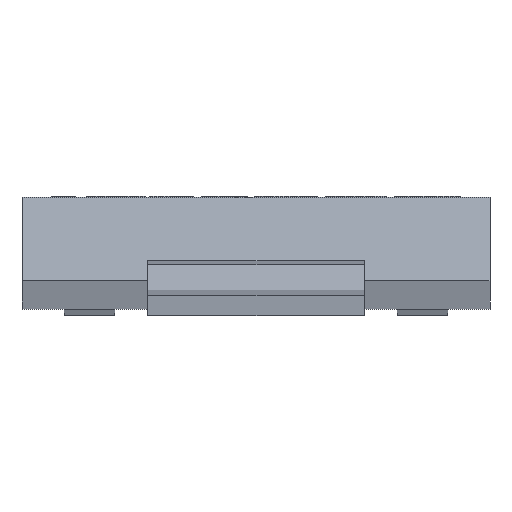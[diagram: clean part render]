
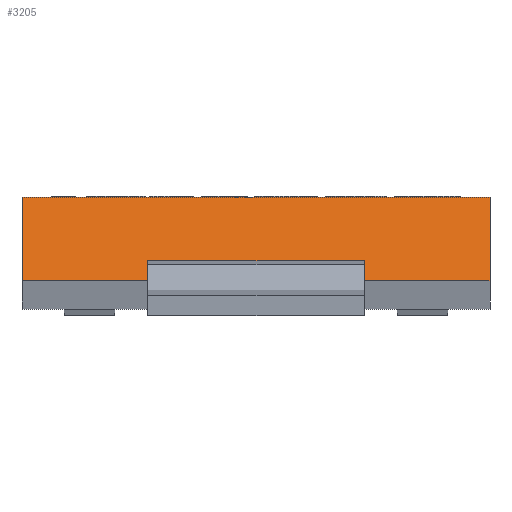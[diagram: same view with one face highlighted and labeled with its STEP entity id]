
A CAD part, left-side view. The second image highlights one B-rep face of the part: STEP entity #3205.
In plain terms, the highlighted planar face has unit normal (-0.966, 0, 0.26).
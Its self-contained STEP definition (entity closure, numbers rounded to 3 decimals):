
#402=FACE_OUTER_BOUND('',#582,.T.);
#582=EDGE_LOOP('',(#2892,#2893,#2894,#2895,#2896,#2897,#2898,#2899));
#812=LINE('',#5260,#1142);
#880=LINE('',#5842,#1210);
#889=LINE('',#5861,#1219);
#906=LINE('',#5895,#1236);
#908=LINE('',#5898,#1238);
#910=LINE('',#5901,#1240);
#913=LINE('',#5907,#1243);
#914=LINE('',#5908,#1244);
#1142=VECTOR('',#3698,10.);
#1210=VECTOR('',#3806,10.);
#1219=VECTOR('',#3817,10.);
#1236=VECTOR('',#3840,10.);
#1238=VECTOR('',#3842,10.);
#1240=VECTOR('',#3846,10.);
#1243=VECTOR('',#3855,10.);
#1244=VECTOR('',#3856,10.);
#1458=VERTEX_POINT('',#5257);
#1459=VERTEX_POINT('',#5259);
#1532=VERTEX_POINT('',#5840);
#1533=VERTEX_POINT('',#5841);
#1541=VERTEX_POINT('',#5859);
#1542=VERTEX_POINT('',#5860);
#1556=VERTEX_POINT('',#5893);
#1557=VERTEX_POINT('',#5897);
#1866=EDGE_CURVE('',#1459,#1458,#812,.T.);
#1976=EDGE_CURVE('',#1532,#1533,#880,.T.);
#1985=EDGE_CURVE('',#1541,#1542,#889,.T.);
#2002=EDGE_CURVE('',#1542,#1556,#906,.T.);
#2004=EDGE_CURVE('',#1557,#1532,#908,.T.);
#2006=EDGE_CURVE('',#1459,#1556,#910,.T.);
#2009=EDGE_CURVE('',#1541,#1533,#913,.T.);
#2010=EDGE_CURVE('',#1557,#1458,#914,.T.);
#2892=ORIENTED_EDGE('',*,*,#2009,.F.);
#2893=ORIENTED_EDGE('',*,*,#1985,.T.);
#2894=ORIENTED_EDGE('',*,*,#2002,.T.);
#2895=ORIENTED_EDGE('',*,*,#2006,.F.);
#2896=ORIENTED_EDGE('',*,*,#1866,.T.);
#2897=ORIENTED_EDGE('',*,*,#2010,.F.);
#2898=ORIENTED_EDGE('',*,*,#2004,.T.);
#2899=ORIENTED_EDGE('',*,*,#1976,.T.);
#3034=PLANE('',#3328);
#3205=ADVANCED_FACE('',(#402),#3034,.T.);
#3328=AXIS2_PLACEMENT_3D('',#5906,#3853,#3854);
#3698=DIRECTION('',(0.,1.,0.));
#3806=DIRECTION('',(0.259,0.,0.966));
#3817=DIRECTION('',(-0.259,0.,-0.966));
#3840=DIRECTION('',(0.,-1.,0.));
#3842=DIRECTION('',(0.,-1.,0.));
#3846=DIRECTION('',(-0.259,0.,-0.966));
#3853=DIRECTION('center_axis',(-0.966,0.,0.259));
#3854=DIRECTION('ref_axis',(0.259,0.,0.966));
#3855=DIRECTION('',(0.,1.,0.));
#3856=DIRECTION('',(0.259,0.,0.966));
#5257=CARTESIAN_POINT('',(-1.465,3.385,1.21));
#5259=CARTESIAN_POINT('',(-1.465,-3.385,1.21));
#5260=CARTESIAN_POINT('',(-1.465,0.,1.21));
#5840=CARTESIAN_POINT('',(-1.79,1.565,0.));
#5841=CARTESIAN_POINT('',(-1.713,1.565,0.288));
#5842=CARTESIAN_POINT('',(-1.834,1.565,-0.161));
#5859=CARTESIAN_POINT('',(-1.713,-1.565,0.288));
#5860=CARTESIAN_POINT('',(-1.79,-1.565,0.));
#5861=CARTESIAN_POINT('',(-1.834,-1.565,-0.161));
#5893=CARTESIAN_POINT('',(-1.79,-3.385,0.));
#5895=CARTESIAN_POINT('',(-1.79,0.,0.));
#5897=CARTESIAN_POINT('',(-1.79,3.385,0.));
#5898=CARTESIAN_POINT('',(-1.79,0.,0.));
#5901=CARTESIAN_POINT('',(-1.79,-3.385,0.));
#5906=CARTESIAN_POINT('Origin',(-1.79,0.,0.));
#5907=CARTESIAN_POINT('',(-1.713,0.,0.288));
#5908=CARTESIAN_POINT('',(-1.79,3.385,0.));
